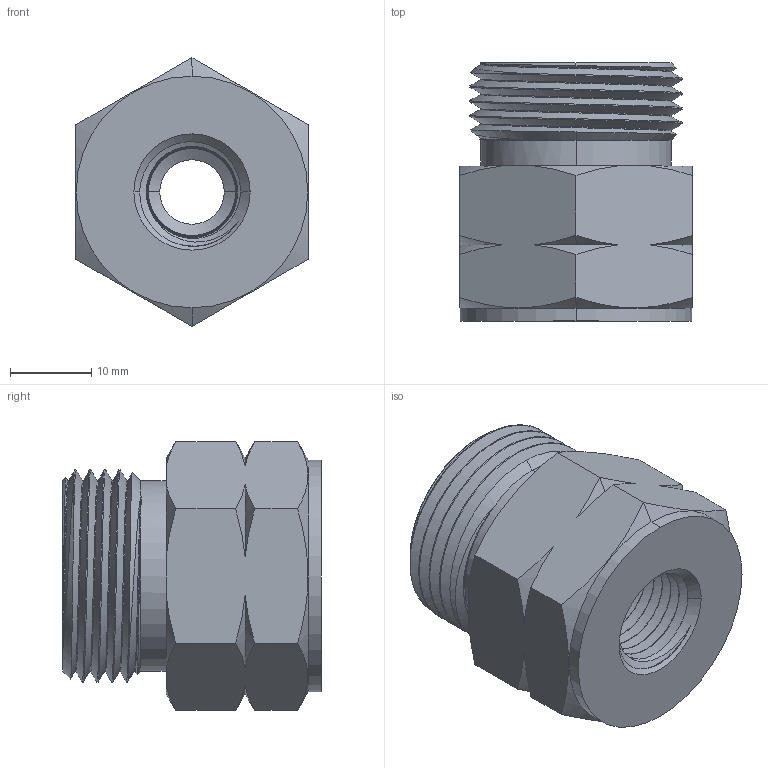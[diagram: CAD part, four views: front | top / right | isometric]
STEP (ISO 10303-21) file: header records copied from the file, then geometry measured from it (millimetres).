
FILE_DESCRIPTION (( 'STEP AP203' ), '1' );
FILE_NAME ('AD-679MMO-4FNPT.STEP', '2025-08-07T17:03:13', ( '' ), ( '' ), 'SwSTEP 2.0', 'SolidWorks 2018', '' );
FILE_SCHEMA (( 'CONFIG_CONTROL_DESIGN' ));
Length unit declared in the file: inch
Products named in the file (1): AD-679MMO-4FNPT
Bounding box: 28.57 x 31.75 x 33 mm (x, y, z)
Volume: 16063 mm3; surface area: 6102.7 mm2
Topology: 1 solids, 1 shells, 174 faces, 464 edges, 305 vertices
Faces by surface type: plane 74, cone 46, bspline 32, cylinder 22
Entity records: 14389 total; most frequent: CARTESIAN_POINT 10357, ORIENTED_EDGE 928, DIRECTION 625, EDGE_CURVE 464, VERTEX_POINT 305, LINE 249, VECTOR 249, EDGE_LOOP 189
